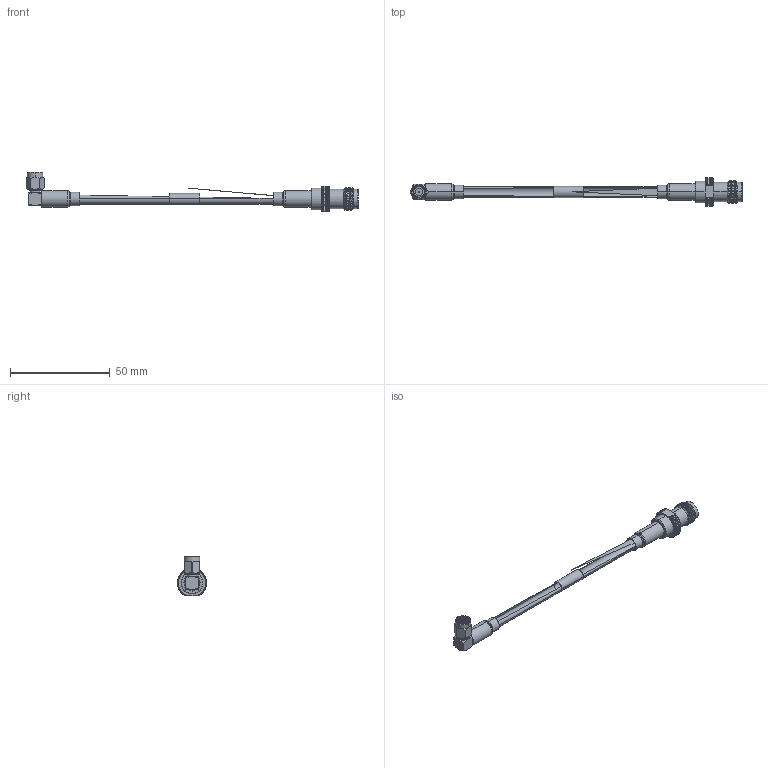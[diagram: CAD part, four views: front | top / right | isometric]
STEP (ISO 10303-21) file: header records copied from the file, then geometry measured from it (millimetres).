
FILE_DESCRIPTION (( 'STEP AP203' ), '1' );
FILE_NAME ('FMCA2739.STEP', '2022-03-09T18:32:52', ( '' ), ( '' ), 'SwSTEP 2.0', 'SolidWorks 2021', '' );
FILE_SCHEMA (( 'CONFIG_CONTROL_DESIGN' ));
Length unit declared in the file: millimetre
Products named in the file (5): SC6050; FMCN1752_WITH FERRULE; CA-240-MA1_.75" Long; FMCA2739; RG223_with label
Assembly tree (5 placements, depth 2):
  FMCA2739
    RG223_with label
    FMCN1752_WITH FERRULE
    SC6050
    CA-240-MA1_.75" Long  x2
Bounding box: 166.39 x 14.47 x 19.68 mm (x, y, z)
Volume: 5714.5 mm3; surface area: 8298 mm2
Topology: 9 solids, 9 shells, 3656 faces, 7761 edges, 4153 vertices
Faces by surface type: bspline 2406, cylinder 690, plane 387, cone 153, torus 20
Entity records: 143702 total; most frequent: CARTESIAN_POINT 93069, ORIENTED_EDGE 15432, EDGE_CURVE 7716, DIRECTION 4133, VERTEX_POINT 4122, EDGE_LOOP 3666, ADVANCED_FACE 3634, FACE_OUTER_BOUND 3634
